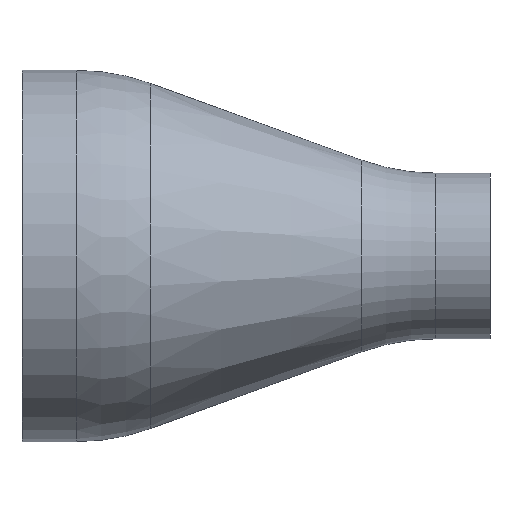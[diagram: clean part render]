
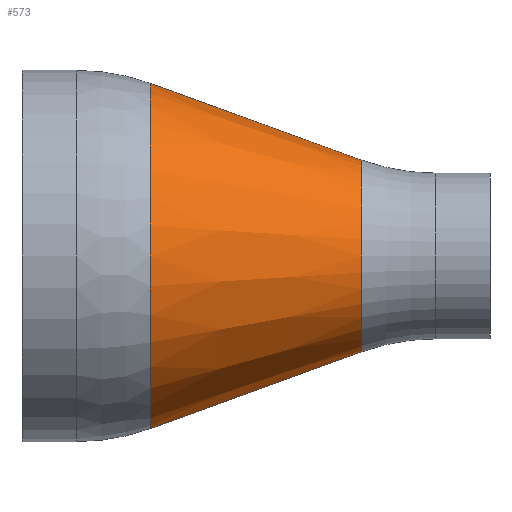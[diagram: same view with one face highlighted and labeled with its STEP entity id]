
A CAD part, front view. The second image highlights one B-rep face of the part: STEP entity #573.
In plain terms, the highlighted conical face has half-angle 19.953 degrees and reference radius 15.551 mm.
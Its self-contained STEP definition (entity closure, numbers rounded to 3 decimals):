
#5 = VERTEX_POINT ( 'NONE', #177 ) ;
#26 = EDGE_LOOP ( 'NONE', ( #124, #201, #523, #315 ) ) ;
#40 = CARTESIAN_POINT ( 'NONE',  ( 17.213, 0., 15.551 ) ) ;
#48 = DIRECTION ( 'NONE',  ( -1., 0., 0. ) ) ;
#88 = DIRECTION ( 'NONE',  ( -0.94, 0., 0.341 ) ) ;
#96 = LINE ( 'NONE', #40, #167 ) ;
#103 = DIRECTION ( 'NONE',  ( 0., 0., 1. ) ) ;
#106 = DIRECTION ( 'NONE',  ( 0., 0., 1. ) ) ;
#109 = CARTESIAN_POINT ( 'NONE',  ( 17.213, 0., 0. ) ) ;
#122 = EDGE_CURVE ( 'NONE', #481, #366, #96, .T. ) ;
#124 = ORIENTED_EDGE ( 'NONE', *, *, #437, .F. ) ;
#167 = VECTOR ( 'NONE', #88, 1000. ) ;
#177 = CARTESIAN_POINT ( 'NONE',  ( -17.213, 0., -28.049 ) ) ;
#201 = ORIENTED_EDGE ( 'NONE', *, *, #544, .T. ) ;
#205 = AXIS2_PLACEMENT_3D ( 'NONE', #566, #553, #103 ) ;
#213 = FACE_OUTER_BOUND ( 'NONE', #26, .T. ) ;
#238 = CIRCLE ( 'NONE', #410, 15.551 ) ;
#242 = CARTESIAN_POINT ( 'NONE',  ( 17.213, 0., -15.551 ) ) ;
#253 = DIRECTION ( 'NONE',  ( -1., 0., 0. ) ) ;
#267 = VERTEX_POINT ( 'NONE', #584 ) ;
#299 = CARTESIAN_POINT ( 'NONE',  ( -17.213, 0., 28.049 ) ) ;
#315 = ORIENTED_EDGE ( 'NONE', *, *, #552, .F. ) ;
#320 = CARTESIAN_POINT ( 'NONE',  ( 17.213, 0., 15.551 ) ) ;
#344 = DIRECTION ( 'NONE',  ( -0.94, 0., -0.341 ) ) ;
#366 = VERTEX_POINT ( 'NONE', #299 ) ;
#410 = AXIS2_PLACEMENT_3D ( 'NONE', #109, #48, #505 ) ;
#437 = EDGE_CURVE ( 'NONE', #267, #5, #589, .T. ) ;
#465 = CONICAL_SURFACE ( 'NONE', #633, 15.551, 0.348 ) ;
#481 = VERTEX_POINT ( 'NONE', #320 ) ;
#493 = CIRCLE ( 'NONE', #205, 28.049 ) ;
#505 = DIRECTION ( 'NONE',  ( 0., 0., 1. ) ) ;
#516 = CARTESIAN_POINT ( 'NONE',  ( 17.213, 0., 0. ) ) ;
#523 = ORIENTED_EDGE ( 'NONE', *, *, #122, .T. ) ;
#544 = EDGE_CURVE ( 'NONE', #267, #481, #238, .T. ) ;
#552 = EDGE_CURVE ( 'NONE', #5, #366, #493, .T. ) ;
#553 = DIRECTION ( 'NONE',  ( -1., 0., 0. ) ) ;
#566 = CARTESIAN_POINT ( 'NONE',  ( -17.213, 0., 0. ) ) ;
#573 = ADVANCED_FACE ( 'NONE', ( #213 ), #465, .T. ) ;
#584 = CARTESIAN_POINT ( 'NONE',  ( 17.213, 0., -15.551 ) ) ;
#589 = LINE ( 'NONE', #242, #594 ) ;
#594 = VECTOR ( 'NONE', #344, 1000. ) ;
#633 = AXIS2_PLACEMENT_3D ( 'NONE', #516, #253, #106 ) ;
